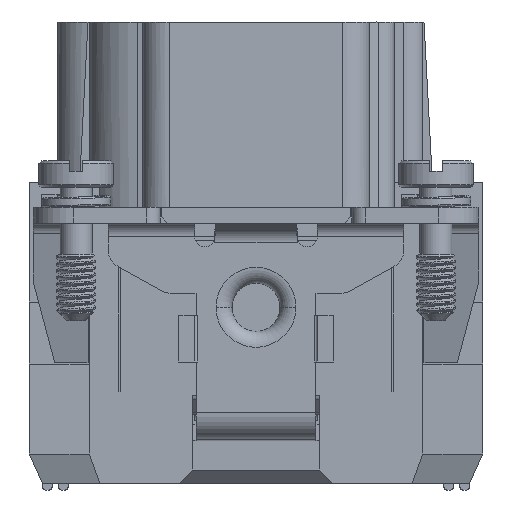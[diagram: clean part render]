
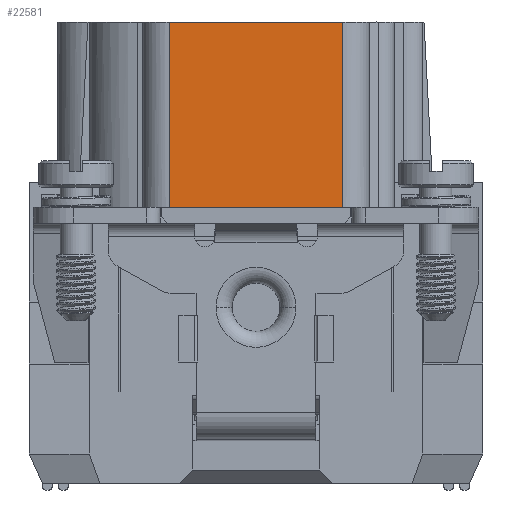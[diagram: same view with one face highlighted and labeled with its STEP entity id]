
A CAD part, front view. The second image highlights one B-rep face of the part: STEP entity #22581.
In plain terms, the highlighted planar face has unit normal (0, -1, 0).
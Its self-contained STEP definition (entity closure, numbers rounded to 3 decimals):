
#22581=ADVANCED_FACE('',(#27897),#25687,.T.);
#25687=PLANE('',#80414);
#27897=FACE_OUTER_BOUND('',#30934,.T.);
#30934=EDGE_LOOP('',(#35550,#35551,#35552,#35553));
#35550=ORIENTED_EDGE('',*,*,#59046,.F.);
#35551=ORIENTED_EDGE('',*,*,#59045,.T.);
#35552=ORIENTED_EDGE('',*,*,#59047,.T.);
#35553=ORIENTED_EDGE('',*,*,#59048,.T.);
#53013=VERTEX_POINT('',#103167);
#53015=VERTEX_POINT('',#103171);
#53016=VERTEX_POINT('',#103175);
#53017=VERTEX_POINT('',#103177);
#59045=EDGE_CURVE('',#53013,#53015,#67846,.T.);
#59046=EDGE_CURVE('',#53013,#53016,#67847,.T.);
#59047=EDGE_CURVE('',#53015,#53017,#67848,.T.);
#59048=EDGE_CURVE('',#53017,#53016,#67849,.T.);
#67846=LINE('',#103172,#74437);
#67847=LINE('',#103174,#74438);
#67848=LINE('',#103176,#74439);
#67849=LINE('',#103178,#74440);
#74437=VECTOR('',#86295,1.);
#74438=VECTOR('',#86298,1.);
#74439=VECTOR('',#86299,1.);
#74440=VECTOR('',#86300,1.);
#80414=AXIS2_PLACEMENT_3D('',#103179,#86301,#86302);
#86295=DIRECTION('',(0.,0.,-1.));
#86298=DIRECTION('',(1.,0.,0.));
#86299=DIRECTION('',(1.,0.,0.));
#86300=DIRECTION('',(0.,0.,1.));
#86301=DIRECTION('',(0.,-1.,0.));
#86302=DIRECTION('',(1.,0.,0.));
#103167=CARTESIAN_POINT('',(-6.5,-25.5,12.));
#103171=CARTESIAN_POINT('',(-6.5,-25.5,-1.9));
#103172=CARTESIAN_POINT('',(-6.5,-25.5,12.));
#103174=CARTESIAN_POINT('',(-6.5,-25.5,12.));
#103175=CARTESIAN_POINT('',(6.5,-25.5,12.));
#103176=CARTESIAN_POINT('',(-6.5,-25.5,-1.9));
#103177=CARTESIAN_POINT('',(6.5,-25.5,-1.9));
#103178=CARTESIAN_POINT('',(6.5,-25.5,-1.9));
#103179=CARTESIAN_POINT('',(-17.,-25.5,0.));
